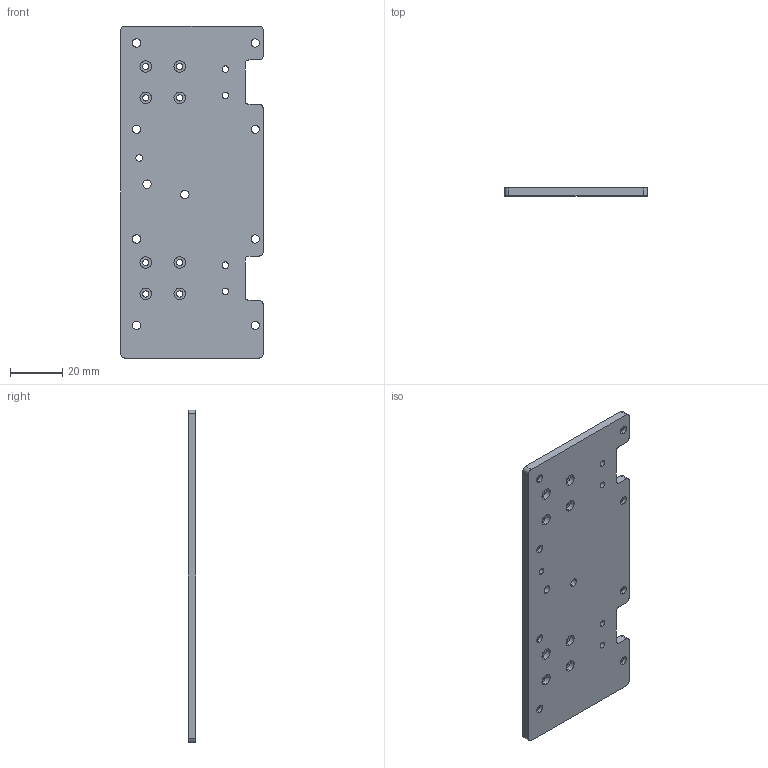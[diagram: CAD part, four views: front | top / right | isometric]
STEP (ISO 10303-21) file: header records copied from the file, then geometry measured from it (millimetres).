
FILE_DESCRIPTION (( 'STEP AP214' ), '1' );
FILE_NAME ('G-USS19-018.STEP', '2018-11-26T07:22:41', ( 'Baume' ), ( '' ), 'SwSTEP 2.0', 'SolidWorks 2016', '' );
FILE_SCHEMA (( 'AUTOMOTIVE_DESIGN' ));
Length unit declared in the file: millimetre
Products named in the file (1): G-USS19-018
Bounding box: 54.4 x 3 x 127 mm (x, y, z)
Volume: 19293.4 mm3; surface area: 14857.4 mm2
Topology: 1 solids, 1 shells, 120 faces, 318 edges, 204 vertices
Faces by surface type: cylinder 74, cone 24, plane 22
Entity records: 4020 total; most frequent: DIRECTION 732, CARTESIAN_POINT 671, ORIENTED_EDGE 636, EDGE_CURVE 318, AXIS2_PLACEMENT_3D 297, VERTEX_POINT 204, CIRCLE 176, EDGE_LOOP 170
